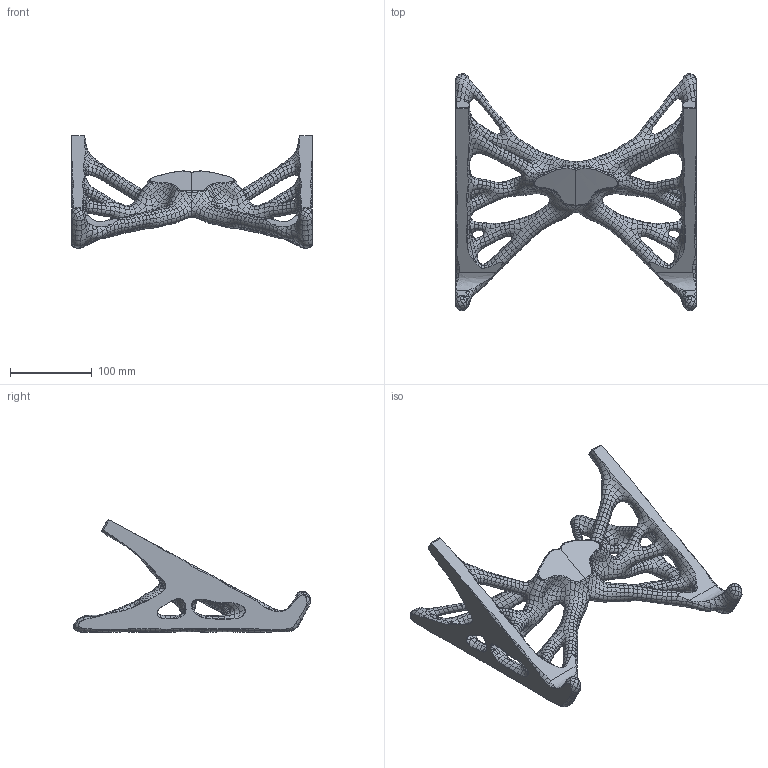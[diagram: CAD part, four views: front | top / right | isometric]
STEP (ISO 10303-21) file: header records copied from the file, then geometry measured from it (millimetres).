
FILE_DESCRIPTION(('FreeCAD Model'),'2;1');
FILE_NAME('Open CASCADE Shape Model','2025-05-03T11:52:41',('FreeCAD'),( 'FreeCAD'),'Open CASCADE STEP processor 7.6','FreeCAD','Unknown');
FILE_SCHEMA(('AUTOMOTIVE_DESIGN { 1 0 10303 214 1 1 1 1 }'));
Products named in the file (1): Open CASCADE STEP translator 7.6 1
Bounding box: 294.97 x 291.01 x 137.76 mm (x, y, z)
Volume: 970499.4 mm3; surface area: 167723.4 mm2
Topology: 1 solids, 1 shells, 4196 faces, 8727 edges, 4485 vertices
Faces by surface type: bspline 4196
Entity records: 247541 total; most frequent: CARTESIAN_POINT 191429, ORIENTED_EDGE 17438, EDGE_CURVE 8719, B_SPLINE_CURVE_WITH_KNOTS 8719, VERTEX_POINT 4485, FACE_BOUND 4200, EDGE_LOOP 4200, ADVANCED_FACE 4196
